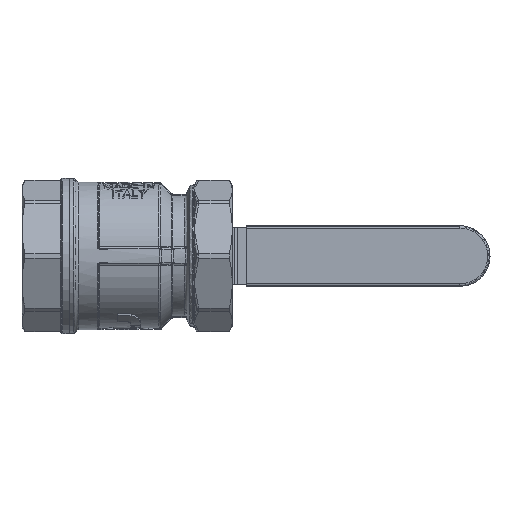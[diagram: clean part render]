
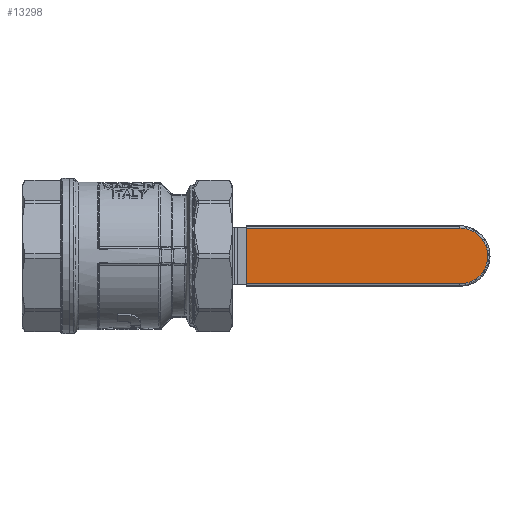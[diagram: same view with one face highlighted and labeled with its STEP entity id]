
A CAD part, front view. The second image highlights one B-rep face of the part: STEP entity #13298.
In plain terms, the highlighted planar face has unit normal (0, -1, 0).
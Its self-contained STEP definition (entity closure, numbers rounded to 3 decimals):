
#1728 = B_SPLINE_CURVE_WITH_KNOTS ( 'NONE', 3,
 ( #26769, #44824, #39921, #35008 ),
 .UNSPECIFIED., .F., .F.,
 ( 4, 4 ),
 ( 0., 1. ),
 .UNSPECIFIED. ) ;
#3932 = DIRECTION ( 'NONE',  ( 0., -1., 0. ) ) ;
#4125 = PLANE ( 'NONE',  #5818 ) ;
#4395 = CARTESIAN_POINT ( 'NONE',  ( 131.828, 71.8, 9.23 ) ) ;
#4786 = CARTESIAN_POINT ( 'NONE',  ( 137.066, 71.8, -1.39 ) ) ;
#5818 = AXIS2_PLACEMENT_3D ( 'NONE', #21824, #3932, #9022 ) ;
#8916 = CARTESIAN_POINT ( 'NONE',  ( 134.513, 71.8, 7.026 ) ) ;
#9022 = DIRECTION ( 'NONE',  ( 0., 0., -1. ) ) ;
#9079 = B_SPLINE_CURVE_WITH_KNOTS ( 'NONE', 3,
 ( #48414, #52885, #41131, #22861, #45075, #13614, #54234, #36624, #45459, #9485, #49555, #23061, #40933, #9666, #40742, #4786, #18558, #58184, #31331, #14200, #45652, #22677, #18362, #53660, #8916, #27601, #36241, #4395, #13999, #18749, #50128, #40367, #49932, #49740 ),
 .UNSPECIFIED., .F., .F.,
 ( 4, 2, 2, 2, 2, 2, 2, 2, 2, 2, 2, 2, 2, 2, 2, 2, 4 ),
 ( 0., 0.063, 0.125, 0.188, 0.25, 0.313, 0.375, 0.438, 0.5, 0.563, 0.625, 0.688, 0.75, 0.813, 0.875, 0.938, 1. ),
 .UNSPECIFIED. ) ;
#9485 = CARTESIAN_POINT ( 'NONE',  ( 134.513, 71.8, -7.026 ) ) ;
#9666 = CARTESIAN_POINT ( 'NONE',  ( 136.592, 71.8, -3.425 ) ) ;
#13298 = ADVANCED_FACE ( 'NONE', ( #20369 ), #4125, .T. ) ;
#13517 = CARTESIAN_POINT ( 'NONE',  ( 72.389, 71.8, 10.634 ) ) ;
#13614 = CARTESIAN_POINT ( 'NONE',  ( 131.214, 71.8, -9.557 ) ) ;
#13999 = CARTESIAN_POINT ( 'NONE',  ( 131.214, 71.8, 9.557 ) ) ;
#14200 = CARTESIAN_POINT ( 'NONE',  ( 136.794, 71.8, 2.759 ) ) ;
#14570 = CARTESIAN_POINT ( 'NONE',  ( 126.5, 71.8, -10.634 ) ) ;
#16361 = ORIENTED_EDGE ( 'NONE', *, *, #29089, .T. ) ;
#17453 = VERTEX_POINT ( 'NONE', #33445 ) ;
#18362 = CARTESIAN_POINT ( 'NONE',  ( 135.73, 71.8, 5.328 ) ) ;
#18558 = CARTESIAN_POINT ( 'NONE',  ( 137.134, 71.8, -0.698 ) ) ;
#18749 = CARTESIAN_POINT ( 'NONE',  ( 129.925, 71.8, 10.092 ) ) ;
#20369 = FACE_OUTER_BOUND ( 'NONE', #31381, .T. ) ;
#21824 = CARTESIAN_POINT ( 'NONE',  ( 126.5, 71.8, 0. ) ) ;
#22677 = CARTESIAN_POINT ( 'NONE',  ( 136.057, 71.8, 4.714 ) ) ;
#22861 = CARTESIAN_POINT ( 'NONE',  ( 129.259, 71.8, -10.294 ) ) ;
#23061 = CARTESIAN_POINT ( 'NONE',  ( 135.73, 71.8, -5.328 ) ) ;
#24204 = CARTESIAN_POINT ( 'NONE',  ( 45.334, 71.8, -10.634 ) ) ;
#25094 = ORIENTED_EDGE ( 'NONE', *, *, #25349, .F. ) ;
#25349 = EDGE_CURVE ( 'NONE', #17453, #43026, #29761, .T. ) ;
#26769 = CARTESIAN_POINT ( 'NONE',  ( 45.334, 71.8, 10.634 ) ) ;
#27601 = CARTESIAN_POINT ( 'NONE',  ( 133.526, 71.8, 8.013 ) ) ;
#29089 = EDGE_CURVE ( 'NONE', #17453, #31922, #1728, .T. ) ;
#29761 = B_SPLINE_CURVE_WITH_KNOTS ( 'NONE', 3,
 ( #57518, #13517, #30667, #57709 ),
 .UNSPECIFIED., .F., .F.,
 ( 4, 4 ),
 ( 0., 1. ),
 .UNSPECIFIED. ) ;
#30036 = CARTESIAN_POINT ( 'NONE',  ( 45.334, 71.8, -10.634 ) ) ;
#30667 = CARTESIAN_POINT ( 'NONE',  ( 99.445, 71.8, 10.634 ) ) ;
#31331 = CARTESIAN_POINT ( 'NONE',  ( 137.066, 71.8, 1.39 ) ) ;
#31381 = EDGE_LOOP ( 'NONE', ( #41346, #25094, #16361, #36214 ) ) ;
#31922 = VERTEX_POINT ( 'NONE', #30036 ) ;
#33138 = VERTEX_POINT ( 'NONE', #42083 ) ;
#33445 = CARTESIAN_POINT ( 'NONE',  ( 45.334, 71.8, 10.634 ) ) ;
#33455 = B_SPLINE_CURVE_WITH_KNOTS ( 'NONE', 3,
 ( #24204, #46389, #42276, #14570 ),
 .UNSPECIFIED., .F., .F.,
 ( 4, 4 ),
 ( 0., 1. ),
 .UNSPECIFIED. ) ;
#35008 = CARTESIAN_POINT ( 'NONE',  ( 45.334, 71.8, -10.634 ) ) ;
#36214 = ORIENTED_EDGE ( 'NONE', *, *, #50347, .T. ) ;
#36241 = CARTESIAN_POINT ( 'NONE',  ( 132.988, 71.8, 8.454 ) ) ;
#36624 = CARTESIAN_POINT ( 'NONE',  ( 132.988, 71.8, -8.454 ) ) ;
#39921 = CARTESIAN_POINT ( 'NONE',  ( 45.334, 71.8, -3.545 ) ) ;
#40367 = CARTESIAN_POINT ( 'NONE',  ( 127.89, 71.8, 10.566 ) ) ;
#40742 = CARTESIAN_POINT ( 'NONE',  ( 136.793, 71.8, -2.759 ) ) ;
#40933 = CARTESIAN_POINT ( 'NONE',  ( 136.057, 71.8, -4.714 ) ) ;
#41131 = CARTESIAN_POINT ( 'NONE',  ( 127.89, 71.8, -10.566 ) ) ;
#41346 = ORIENTED_EDGE ( 'NONE', *, *, #43776, .T. ) ;
#42083 = CARTESIAN_POINT ( 'NONE',  ( 126.5, 71.8, -10.634 ) ) ;
#42276 = CARTESIAN_POINT ( 'NONE',  ( 99.445, 71.8, -10.634 ) ) ;
#43026 = VERTEX_POINT ( 'NONE', #56549 ) ;
#43776 = EDGE_CURVE ( 'NONE', #33138, #43026, #9079, .T. ) ;
#44824 = CARTESIAN_POINT ( 'NONE',  ( 45.334, 71.8, 3.545 ) ) ;
#45075 = CARTESIAN_POINT ( 'NONE',  ( 129.925, 71.8, -10.092 ) ) ;
#45459 = CARTESIAN_POINT ( 'NONE',  ( 133.526, 71.8, -8.013 ) ) ;
#45652 = CARTESIAN_POINT ( 'NONE',  ( 136.592, 71.8, 3.425 ) ) ;
#46389 = CARTESIAN_POINT ( 'NONE',  ( 72.389, 71.8, -10.634 ) ) ;
#48414 = CARTESIAN_POINT ( 'NONE',  ( 126.5, 71.8, -10.634 ) ) ;
#49555 = CARTESIAN_POINT ( 'NONE',  ( 134.954, 71.8, -6.488 ) ) ;
#49740 = CARTESIAN_POINT ( 'NONE',  ( 126.5, 71.8, 10.634 ) ) ;
#49932 = CARTESIAN_POINT ( 'NONE',  ( 127.198, 71.8, 10.634 ) ) ;
#50128 = CARTESIAN_POINT ( 'NONE',  ( 129.259, 71.8, 10.293 ) ) ;
#50347 = EDGE_CURVE ( 'NONE', #31922, #33138, #33455, .T. ) ;
#52885 = CARTESIAN_POINT ( 'NONE',  ( 127.198, 71.8, -10.634 ) ) ;
#53660 = CARTESIAN_POINT ( 'NONE',  ( 134.954, 71.8, 6.488 ) ) ;
#54234 = CARTESIAN_POINT ( 'NONE',  ( 131.828, 71.8, -9.23 ) ) ;
#56549 = CARTESIAN_POINT ( 'NONE',  ( 126.5, 71.8, 10.634 ) ) ;
#57518 = CARTESIAN_POINT ( 'NONE',  ( 45.334, 71.8, 10.634 ) ) ;
#57709 = CARTESIAN_POINT ( 'NONE',  ( 126.5, 71.8, 10.634 ) ) ;
#58184 = CARTESIAN_POINT ( 'NONE',  ( 137.134, 71.8, 0.698 ) ) ;
